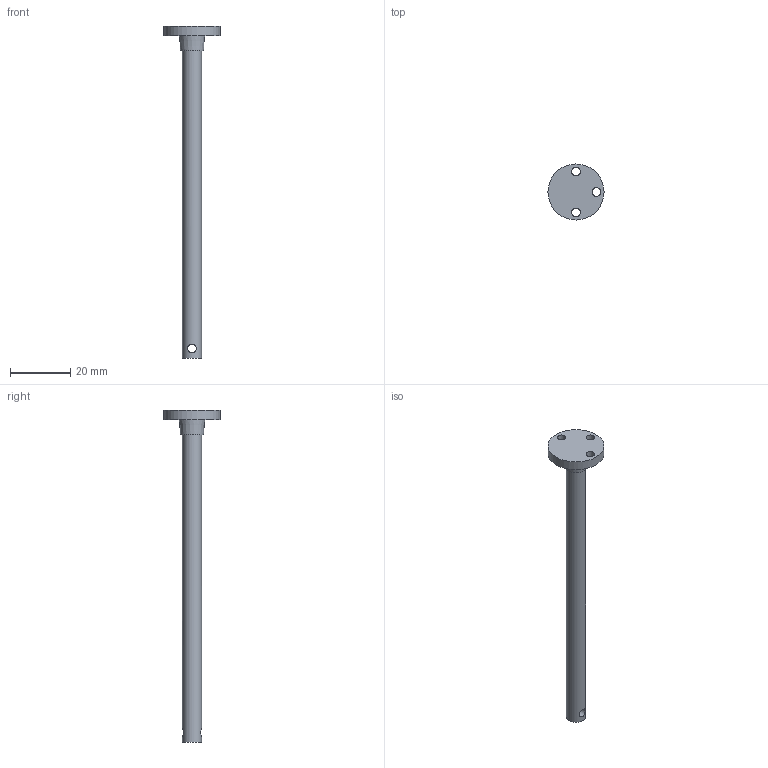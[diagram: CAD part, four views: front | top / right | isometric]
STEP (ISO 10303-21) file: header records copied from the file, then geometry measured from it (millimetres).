
FILE_DESCRIPTION(/* description */ (''),/* implementation_level */ '2;1');
FILE_NAME(/* name */ 'slide_rod.stp',/* time_stamp */ '2018-01-10T14:50:54-05:00',/* author */ (''),/* organization */ (''),/* preprocessor_version */ 'ST-DEVELOPER v16',/* originating_system */ 'SIEMENS PLM Software NX 11.0',/* authorisation */ '');
FILE_SCHEMA (('AUTOMOTIVE_DESIGN { 1 0 10303 214 3 1 1 1 }'));
Length unit declared in the file: inch
Products named in the file (1): slide_rod
Bounding box: 18.54 x 18.54 x 109.86 mm (x, y, z)
Volume: 4230.7 mm3; surface area: 2958 mm2
Topology: 1 solids, 1 shells, 11 faces, 28 edges, 20 vertices
Faces by surface type: cylinder 6, plane 4, cone 1
Full cylindrical faces by diameter (mm): 2.845 x4, 6.35 x1, 18.542 x1
Entity records: 417 total; most frequent: CARTESIAN_POINT 162, DIRECTION 48, ORIENTED_EDGE 30, EDGE_LOOP 28, FACE_BOUND 27, AXIS2_PLACEMENT_3D 24, VERTEX_POINT 15, EDGE_CURVE 15
